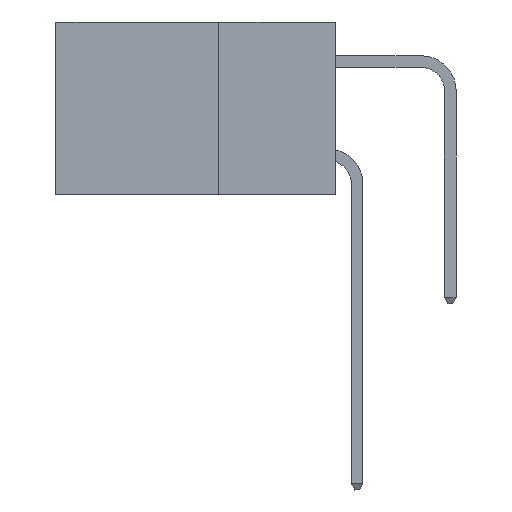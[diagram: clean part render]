
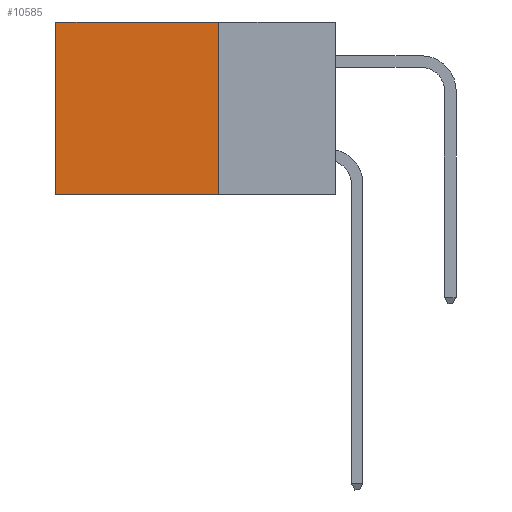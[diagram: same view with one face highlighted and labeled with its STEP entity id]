
A CAD part, left-side view. The second image highlights one B-rep face of the part: STEP entity #10585.
In plain terms, the highlighted planar face has unit normal (-1, 0, 0).
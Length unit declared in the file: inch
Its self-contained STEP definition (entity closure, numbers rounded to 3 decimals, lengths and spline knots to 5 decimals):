
#604 = VERTEX_POINT ( 'NONE', #9910 ) ;
#2185 = AXIS2_PLACEMENT_3D ( 'NONE', #10779, #17185, #9208 ) ;
#2224 = LINE ( 'NONE', #19538, #6202 ) ;
#2399 = VECTOR ( 'NONE', #9513, 39.37008 ) ;
#2430 = DIRECTION ( 'NONE',  ( 0., 0., -1. ) ) ;
#2674 = EDGE_CURVE ( 'NONE', #17998, #604, #12764, .T. ) ;
#2830 = VECTOR ( 'NONE', #5936, 39.37008 ) ;
#4477 = FACE_OUTER_BOUND ( 'NONE', #7414, .T. ) ;
#4675 = CARTESIAN_POINT ( 'NONE',  ( 0.2875, 0.25, -0.37 ) ) ;
#4761 = VERTEX_POINT ( 'NONE', #13686 ) ;
#5936 = DIRECTION ( 'NONE',  ( 0., 0., -1. ) ) ;
#6202 = VECTOR ( 'NONE', #2430, 39.37008 ) ;
#6333 = ORIENTED_EDGE ( 'NONE', *, *, #8062, .F. ) ;
#6358 = LINE ( 'NONE', #4675, #2399 ) ;
#7414 = EDGE_LOOP ( 'NONE', ( #16884, #6333, #16657, #20338 ) ) ;
#8062 = EDGE_CURVE ( 'NONE', #4761, #10165, #6358, .T. ) ;
#9208 = DIRECTION ( 'NONE',  ( 0., 0., -1. ) ) ;
#9513 = DIRECTION ( 'NONE',  ( 0., 1., 0. ) ) ;
#9910 = CARTESIAN_POINT ( 'NONE',  ( 0.2875, 0.6, 0. ) ) ;
#10165 = VERTEX_POINT ( 'NONE', #20461 ) ;
#10585 = ADVANCED_FACE ( 'NONE', ( #4477 ), #15614, .F. ) ;
#10753 = VECTOR ( 'NONE', #16018, 39.37008 ) ;
#10779 = CARTESIAN_POINT ( 'NONE',  ( 0.2875, 0.25, 0. ) ) ;
#11052 = CARTESIAN_POINT ( 'NONE',  ( 0.2875, 0.25, 0. ) ) ;
#12764 = LINE ( 'NONE', #19171, #10753 ) ;
#13686 = CARTESIAN_POINT ( 'NONE',  ( 0.2875, 0.25, -0.37 ) ) ;
#15034 = EDGE_CURVE ( 'NONE', #604, #10165, #2224, .T. ) ;
#15614 = PLANE ( 'NONE',  #2185 ) ;
#16018 = DIRECTION ( 'NONE',  ( 0., 1., 0. ) ) ;
#16657 = ORIENTED_EDGE ( 'NONE', *, *, #19953, .F. ) ;
#16884 = ORIENTED_EDGE ( 'NONE', *, *, #15034, .T. ) ;
#17185 = DIRECTION ( 'NONE',  ( 1., 0., 0. ) ) ;
#17998 = VERTEX_POINT ( 'NONE', #11052 ) ;
#18418 = CARTESIAN_POINT ( 'NONE',  ( 0.2875, 0.25, 0. ) ) ;
#19171 = CARTESIAN_POINT ( 'NONE',  ( 0.2875, 0.25, 0. ) ) ;
#19538 = CARTESIAN_POINT ( 'NONE',  ( 0.2875, 0.6, 0. ) ) ;
#19953 = EDGE_CURVE ( 'NONE', #17998, #4761, #20000, .T. ) ;
#20000 = LINE ( 'NONE', #18418, #2830 ) ;
#20338 = ORIENTED_EDGE ( 'NONE', *, *, #2674, .T. ) ;
#20461 = CARTESIAN_POINT ( 'NONE',  ( 0.2875, 0.6, -0.37 ) ) ;
